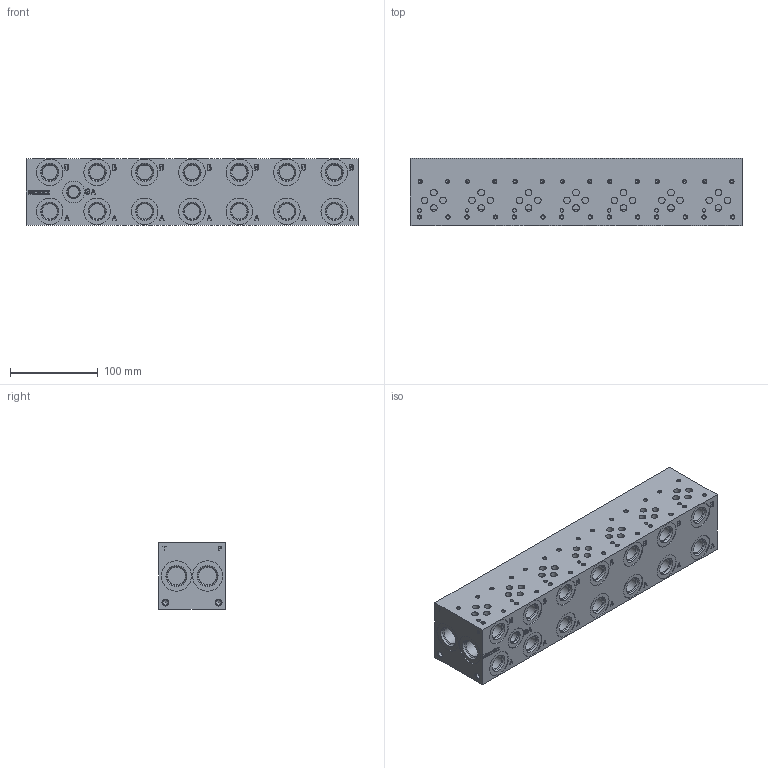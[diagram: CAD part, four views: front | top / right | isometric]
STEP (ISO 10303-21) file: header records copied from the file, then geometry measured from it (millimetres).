
FILE_DESCRIPTION( ( 'STEP AP214' ), ' ' );
FILE_NAME( 'AD03P072S_S.stp', '2018-04-23T18:00:52', ( '' ), ( '' ), ' ', 'PARTsolutions', ' ' );
FILE_SCHEMA( ( 'AUTOMOTIVE_DESIGN { 1 0 10303 214 1 1 1 1 }' ) );
Length unit declared in the file: inch
Products named in the file (1): _AD03P072S/S
Bounding box: 377.82 x 76.2 x 76.2 mm (x, y, z)
Volume: 2063949.7 mm3; surface area: 161093.8 mm2
Topology: 1 solids, 1 shells, 684 faces, 1607 edges, 1037 vertices
Faces by surface type: plane 394, cylinder 184, cone 106
Full cylindrical faces by diameter (mm): 3.68 x28, 4.013 x7, 6.411 x4, 7.493 x28, 12.761 x1, 17.33 x14, 17.475 x1, 18.593 x1, 20.262 x4, 20.65 x1, 21.844 x1, 25.019 x1, 30.251 x14, 34.417 x4
Entity records: 23676 total; most frequent: CARTESIAN_POINT 3162, DIRECTION 3142, ORIENTED_EDGE 2680, EDGE_CURVE 1340, AXIS2_PLACEMENT_3D 1124, EDGE_LOOP 1025, VERTEX_POINT 1018, LINE 894
